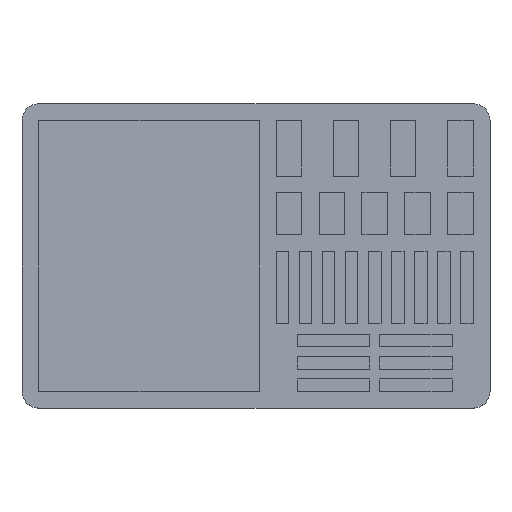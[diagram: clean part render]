
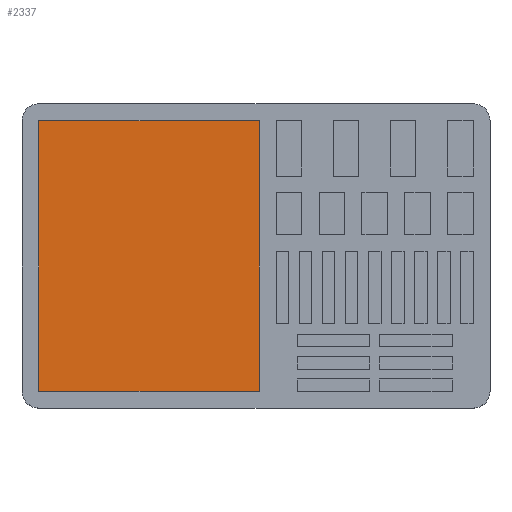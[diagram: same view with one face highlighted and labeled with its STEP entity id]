
A CAD part, top view. The second image highlights one B-rep face of the part: STEP entity #2337.
In plain terms, the highlighted planar face has unit normal (0, 0, 1).
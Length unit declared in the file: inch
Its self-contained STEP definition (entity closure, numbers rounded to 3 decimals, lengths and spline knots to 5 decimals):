
#91=FACE_OUTER_BOUND('',#226,.T.);
#226=EDGE_LOOP('',(#1675,#1676,#1677,#1678));
#464=LINE('',#3445,#780);
#465=LINE('',#3447,#781);
#466=LINE('',#3449,#782);
#467=LINE('',#3450,#783);
#780=VECTOR('',#2789,0.3937);
#781=VECTOR('',#2790,0.3937);
#782=VECTOR('',#2791,0.3937);
#783=VECTOR('',#2792,0.3937);
#1070=VERTEX_POINT('',#3443);
#1071=VERTEX_POINT('',#3444);
#1072=VERTEX_POINT('',#3446);
#1073=VERTEX_POINT('',#3448);
#1312=EDGE_CURVE('',#1070,#1071,#464,.T.);
#1313=EDGE_CURVE('',#1072,#1070,#465,.T.);
#1314=EDGE_CURVE('',#1073,#1072,#466,.T.);
#1315=EDGE_CURVE('',#1071,#1073,#467,.T.);
#1675=ORIENTED_EDGE('',*,*,#1312,.F.);
#1676=ORIENTED_EDGE('',*,*,#1313,.F.);
#1677=ORIENTED_EDGE('',*,*,#1314,.F.);
#1678=ORIENTED_EDGE('',*,*,#1315,.F.);
#2206=PLANE('',#2486);
#2337=ADVANCED_FACE('',(#91),#2206,.T.);
#2486=AXIS2_PLACEMENT_3D('',#3442,#2787,#2788);
#2787=DIRECTION('center_axis',(0.,0.,1.));
#2788=DIRECTION('ref_axis',(1.,0.,0.));
#2789=DIRECTION('',(-1.,0.,0.));
#2790=DIRECTION('',(0.,-1.,0.));
#2791=DIRECTION('',(1.,0.,0.));
#2792=DIRECTION('',(0.,1.,0.));
#3442=CARTESIAN_POINT('Origin',(1.9,2.275,0.45));
#3443=CARTESIAN_POINT('',(3.55,0.25,0.45));
#3444=CARTESIAN_POINT('',(0.25,0.25,0.45));
#3445=CARTESIAN_POINT('',(2.725,0.25,0.45));
#3446=CARTESIAN_POINT('',(3.55,4.3,0.45));
#3447=CARTESIAN_POINT('',(3.55,3.2875,0.45));
#3448=CARTESIAN_POINT('',(0.25,4.3,0.45));
#3449=CARTESIAN_POINT('',(1.075,4.3,0.45));
#3450=CARTESIAN_POINT('',(0.25,1.2625,0.45));
